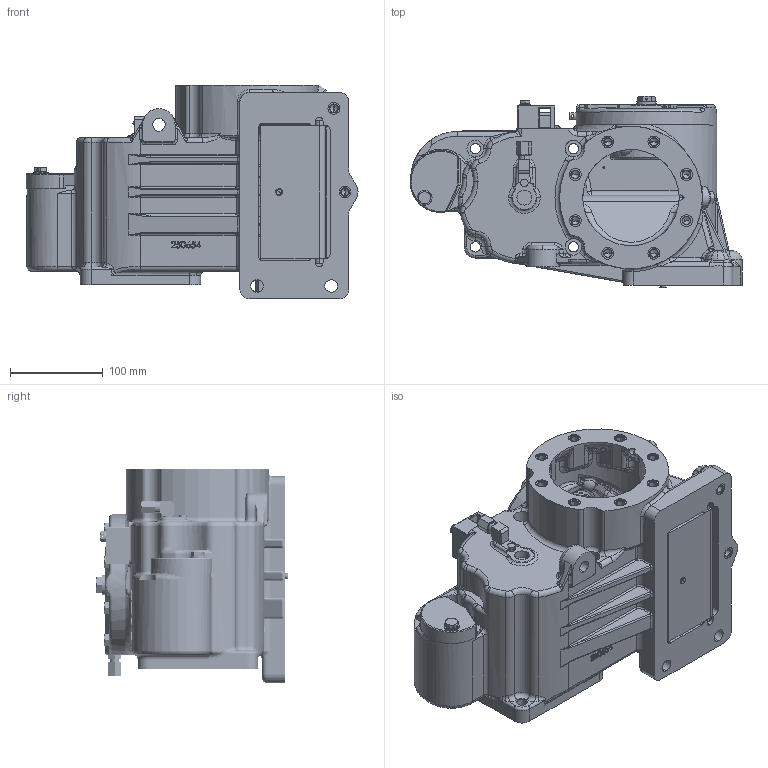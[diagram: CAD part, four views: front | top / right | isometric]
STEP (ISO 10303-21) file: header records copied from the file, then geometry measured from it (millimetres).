
FILE_DESCRIPTION (( 'STEP AP214' ), '1' );
FILE_NAME ('GVL80PE_251200.STEP', '2014-11-25T06:39:49', ( 'Admin2' ), ( '' ), 'SwSTEP 2.0', 'SolidWorks 2010', '' );
FILE_SCHEMA (( 'AUTOMOTIVE_DESIGN' ));
Length unit declared in the file: millimetre
Products named in the file (1): GVL80PE_251200
Bounding box: 358.5 x 206.6 x 231 mm (x, y, z)
Volume: 4130298.4 mm3; surface area: 814330.3 mm2
Topology: 60 solids, 60 shells, 4238 faces, 10420 edges, 6240 vertices
Faces by surface type: plane 1309, cylinder 1064, bspline 868, cone 523, torus 428, sphere 46
Entity records: 217637 total; most frequent: CARTESIAN_POINT 77174, ORIENTED_EDGE 20338, DIRECTION 18104, EDGE_CURVE 10169, AXIS2_PLACEMENT_3D 7016, VERTEX_POINT 6230, EDGE_LOOP 4589, UNCERTAINTY_MEASURE_WITH_UNIT 4300
